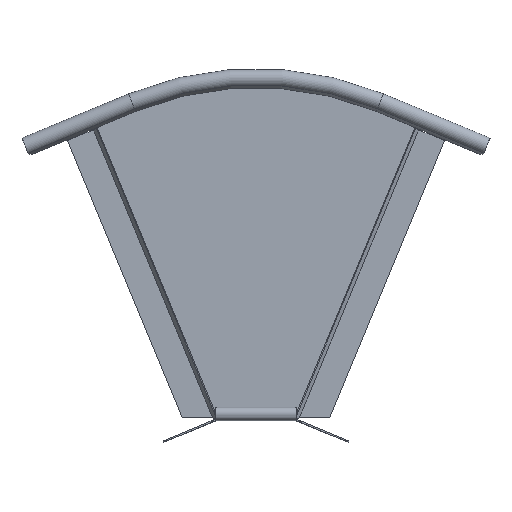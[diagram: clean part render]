
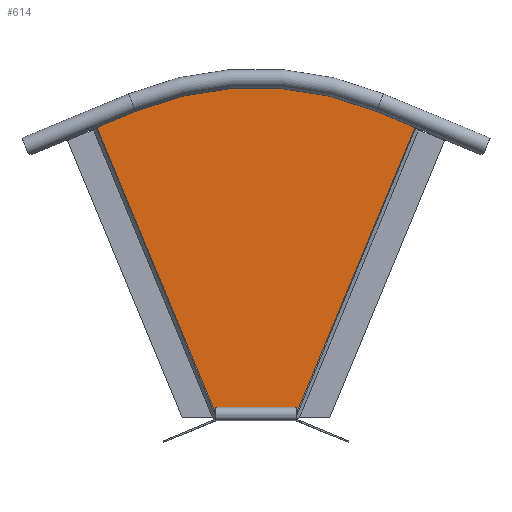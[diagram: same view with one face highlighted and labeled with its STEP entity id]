
A CAD part, top view. The second image highlights one B-rep face of the part: STEP entity #614.
In plain terms, the highlighted planar face has unit normal (0, 0, 1).
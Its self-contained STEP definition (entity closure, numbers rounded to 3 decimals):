
#19=DIRECTION('',(-0.383,0.924,0.));
#20=VECTOR('',#19,280.636);
#21=CARTESIAN_POINT('',(-34.521,0.,0.));
#22=LINE('',#21,#20);
#23=DIRECTION('',(-0.924,-0.383,0.));
#24=VECTOR('',#23,0.917);
#25=CARTESIAN_POINT('',(-141.068,259.625,0.));
#26=LINE('',#25,#24);
#27=DIRECTION('',(0.383,-0.924,0.));
#28=VECTOR('',#27,15.);
#29=CARTESIAN_POINT('',(-146.809,273.483,0.));
#30=LINE('',#29,#28);
#31=DIRECTION('',(-0.924,-0.383,0.));
#32=VECTOR('',#31,36.3);
#33=CARTESIAN_POINT('',(-113.272,287.374,0.));
#34=LINE('',#33,#32);
#35=CARTESIAN_POINT('',(0.003,13.906,0.));
#36=DIRECTION('',(0.,0.,1.));
#37=DIRECTION('',(0.,1.,0.));
#38=AXIS2_PLACEMENT_3D('',#35,#36,#37);
#40=CARTESIAN_POINT('',(-0.003,13.906,0.));
#41=DIRECTION('',(0.,0.,1.));
#42=DIRECTION('',(0.383,0.924,0.));
#43=AXIS2_PLACEMENT_3D('',#40,#41,#42);
#45=DIRECTION('',(-0.924,0.383,0.));
#46=VECTOR('',#45,36.3);
#47=CARTESIAN_POINT('',(146.809,273.483,0.));
#48=LINE('',#47,#46);
#49=DIRECTION('',(0.383,0.924,0.));
#50=VECTOR('',#49,15.);
#51=CARTESIAN_POINT('',(141.068,259.625,0.));
#52=LINE('',#51,#50);
#53=DIRECTION('',(-0.924,0.383,0.));
#54=VECTOR('',#53,0.917);
#55=CARTESIAN_POINT('',(141.916,259.274,0.));
#56=LINE('',#55,#54);
#179=DIRECTION('',(-1.,0.,0.));
#180=VECTOR('',#179,69.042);
#181=CARTESIAN_POINT('',(34.521,0.,0.));
#182=LINE('',#181,#180);
#193=DIRECTION('',(0.383,0.924,0.));
#194=VECTOR('',#193,280.636);
#195=CARTESIAN_POINT('',(34.521,0.,0.));
#196=LINE('',#195,#194);
#435=CARTESIAN_POINT('',(0.,309.906,0.));
#436=CARTESIAN_POINT('',(-113.272,287.374,0.));
#437=VERTEX_POINT('',#435);
#438=VERTEX_POINT('',#436);
#443=CARTESIAN_POINT('',(-146.809,273.483,0.));
#444=VERTEX_POINT('',#443);
#467=CARTESIAN_POINT('',(-141.068,259.625,0.));
#468=VERTEX_POINT('',#467);
#485=CARTESIAN_POINT('',(-141.916,259.274,0.));
#486=VERTEX_POINT('',#485);
#487=CARTESIAN_POINT('',(34.521,0.,0.));
#488=CARTESIAN_POINT('',(-34.521,0.,0.));
#489=VERTEX_POINT('',#487);
#490=VERTEX_POINT('',#488);
#491=CARTESIAN_POINT('',(141.916,259.274,0.));
#492=CARTESIAN_POINT('',(141.068,259.625,0.));
#493=VERTEX_POINT('',#491);
#494=VERTEX_POINT('',#492);
#495=CARTESIAN_POINT('',(146.809,273.483,0.));
#496=VERTEX_POINT('',#495);
#497=CARTESIAN_POINT('',(113.272,287.374,0.));
#498=VERTEX_POINT('',#497);
#586=CARTESIAN_POINT('',(0.003,13.906,0.));
#587=DIRECTION('',(0.,0.,-1.));
#588=DIRECTION('',(-1.,0.,0.));
#589=AXIS2_PLACEMENT_3D('',#586,#587,#588);
#590=PLANE('',#589);
#591=ORIENTED_EDGE('',*,*,#574,.T.);
#593=ORIENTED_EDGE('',*,*,#592,.F.);
#595=ORIENTED_EDGE('',*,*,#594,.F.);
#597=ORIENTED_EDGE('',*,*,#596,.F.);
#599=ORIENTED_EDGE('',*,*,#598,.F.);
#601=ORIENTED_EDGE('',*,*,#600,.F.);
#603=ORIENTED_EDGE('',*,*,#602,.F.);
#605=ORIENTED_EDGE('',*,*,#604,.F.);
#607=ORIENTED_EDGE('',*,*,#606,.F.);
#609=ORIENTED_EDGE('',*,*,#608,.F.);
#611=ORIENTED_EDGE('',*,*,#610,.T.);
#612=EDGE_LOOP('',(#591,#593,#595,#597,#599,#601,#603,#605,#607,#609,#611));
#613=FACE_OUTER_BOUND('',#612,.F.);
#614=ADVANCED_FACE('',(#613),#590,.F.);
#39=CIRCLE('',#38,296.);
#44=CIRCLE('',#43,296.);
#574=EDGE_CURVE('',#490,#486,#22,.T.);
#592=EDGE_CURVE('',#468,#486,#26,.T.);
#594=EDGE_CURVE('',#444,#468,#30,.T.);
#596=EDGE_CURVE('',#438,#444,#34,.T.);
#598=EDGE_CURVE('',#437,#438,#39,.T.);
#600=EDGE_CURVE('',#498,#437,#44,.T.);
#602=EDGE_CURVE('',#496,#498,#48,.T.);
#604=EDGE_CURVE('',#494,#496,#52,.T.);
#606=EDGE_CURVE('',#493,#494,#56,.T.);
#608=EDGE_CURVE('',#489,#493,#196,.T.);
#610=EDGE_CURVE('',#489,#490,#182,.T.);
